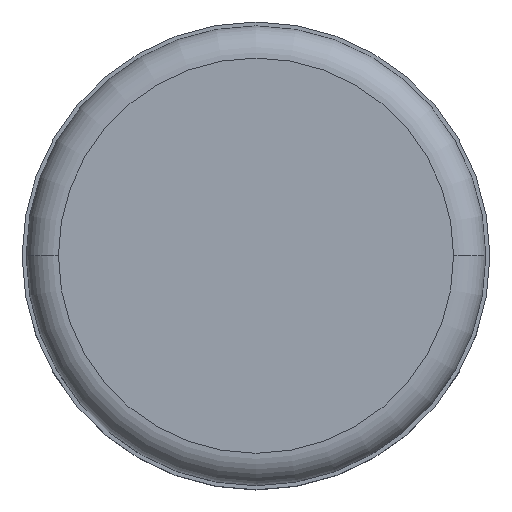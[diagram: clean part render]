
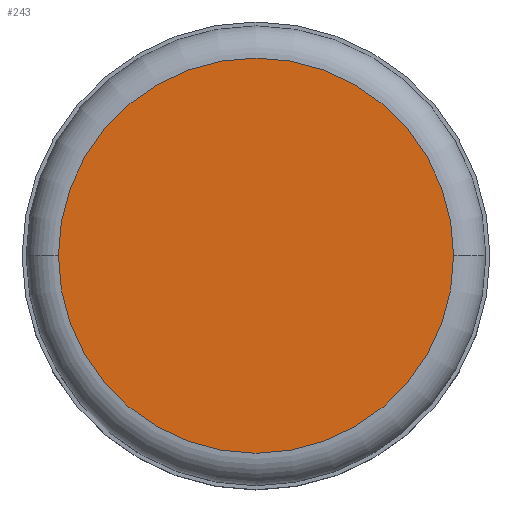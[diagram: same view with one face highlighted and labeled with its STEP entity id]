
A CAD part, top view. The second image highlights one B-rep face of the part: STEP entity #243.
In plain terms, the highlighted planar face has unit normal (0, 0, 1).
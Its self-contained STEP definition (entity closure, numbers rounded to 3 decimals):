
#220=CARTESIAN_POINT('Axis2P3D Location',(0.,0.,32.5)) ;
#225=CARTESIAN_POINT('Axis2P3D Location',(0.,0.,32.5)) ;
#229=CARTESIAN_POINT('Vertex',(12.25,0.,32.5)) ;
#231=CARTESIAN_POINT('Vertex',(-12.25,0.,32.5)) ;
#234=CARTESIAN_POINT('Axis2P3D Location',(0.,0.,32.5)) ;
#221=DIRECTION('Axis2P3D Direction',(0.,0.,1.)) ;
#222=DIRECTION('Axis2P3D XDirection',(1.,0.,0.)) ;
#226=DIRECTION('Axis2P3D Direction',(0.,0.,1.)) ;
#235=DIRECTION('Axis2P3D Direction',(0.,0.,1.)) ;
#223=AXIS2_PLACEMENT_3D('Plane Axis2P3D',#220,#221,#222) ;
#227=AXIS2_PLACEMENT_3D('Circle Axis2P3D',#225,#226,$) ;
#236=AXIS2_PLACEMENT_3D('Circle Axis2P3D',#234,#235,$) ;
#240=ORIENTED_EDGE('',*,*,#233,.T.) ;
#241=ORIENTED_EDGE('',*,*,#238,.T.) ;
#243=ADVANCED_FACE('PartBody',(#242),#224,.T.) ;
#228=CIRCLE('generated circle',#227,12.25) ;
#237=CIRCLE('generated circle',#236,12.25) ;
#233=EDGE_CURVE('',#230,#232,#228,.T.) ;
#238=EDGE_CURVE('',#232,#230,#237,.T.) ;
#239=EDGE_LOOP('',(#240,#241)) ;
#242=FACE_OUTER_BOUND('',#239,.T.) ;
#224=PLANE('Plane',#223) ;
#230=VERTEX_POINT('',#229) ;
#232=VERTEX_POINT('',#231) ;
